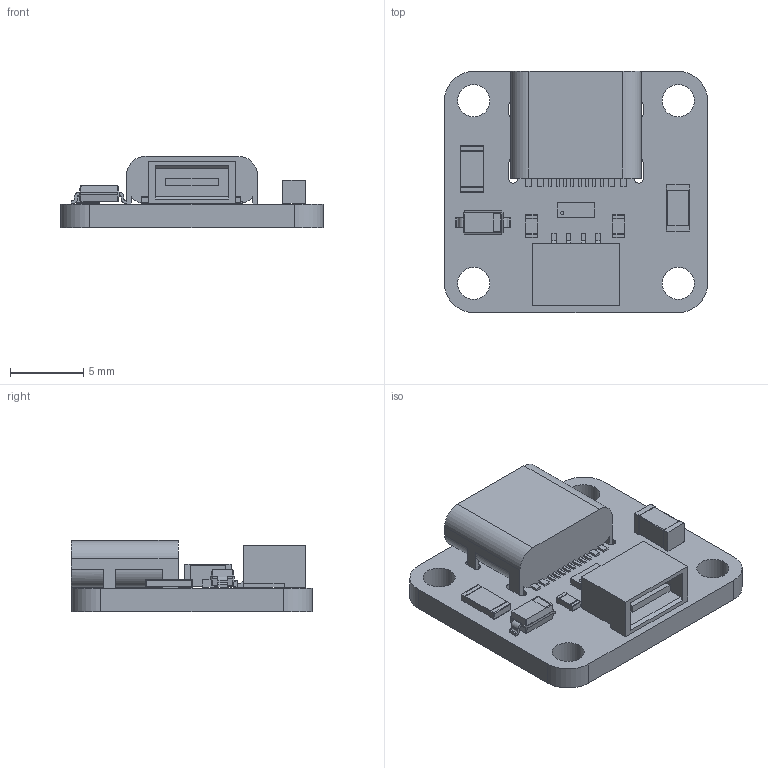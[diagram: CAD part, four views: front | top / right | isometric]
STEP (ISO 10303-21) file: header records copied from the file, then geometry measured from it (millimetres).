
FILE_DESCRIPTION(/* description */ (''),/* implementation_level */ '2;1');
FILE_NAME(/* name */ 'Unified-Daughterboard v1.step',/* time_stamp */ '2022-08-22T14:43:51-04:00',/* author */ (''),/* organization */ (''),/* preprocessor_version */ 'ST-DEVELOPER v19',/* originating_system */ 'Autodesk Translation Framework v11.7.0.108',/* authorisation */ '');
FILE_SCHEMA (('AUTOMOTIVE_DESIGN { 1 0 10303 214 3 1 1 }'));
Length unit declared in the file: millimetre
Products named in the file (16): Unified-Daughterboard; USON-10_2.5x1.0mm_P0; SOLID; L_1206_3216Metric; SOLID (1); R_1206_3216Metric; SOLID (3); D_SOD-123; SOLID (4); HRO__TYPE-C-31-M-12; SOLID (5); JST-SR-4; SOLID (6); COMPOUND; R_0603_1608Metric; SOLID (2)
Assembly tree (16 placements, depth 3):
  Unified-Daughterboard
    USON-10_2.5x1.0mm_P0
      SOLID
    L_1206_3216Metric
      SOLID (1)
    R_0603_1608Metric  x2
      SOLID (2)
    R_1206_3216Metric
      SOLID (3)
    D_SOD-123
      SOLID (4)
    HRO__TYPE-C-31-M-12
      SOLID (5)
    JST-SR-4
      SOLID (6)
    COMPOUND
Bounding box: 18 x 16.5 x 4.86 mm (x, y, z)
Volume: 604.1 mm3; surface area: 1423.5 mm2
Topology: 9 solids, 9 shells, 453 faces, 1209 edges, 784 vertices
Faces by surface type: plane 348, cylinder 95, cone 10
Full cylindrical faces by diameter (mm): 0.2 x1, 0.5 x2, 0.65 x2, 2.2 x4
Entity records: 13889 total; most frequent: CARTESIAN_POINT 2340, ORIENTED_EDGE 2282, DIRECTION 2259, EDGE_CURVE 1141, LINE 941, VECTOR 941, VERTEX_POINT 740, AXIS2_PLACEMENT_3D 659
